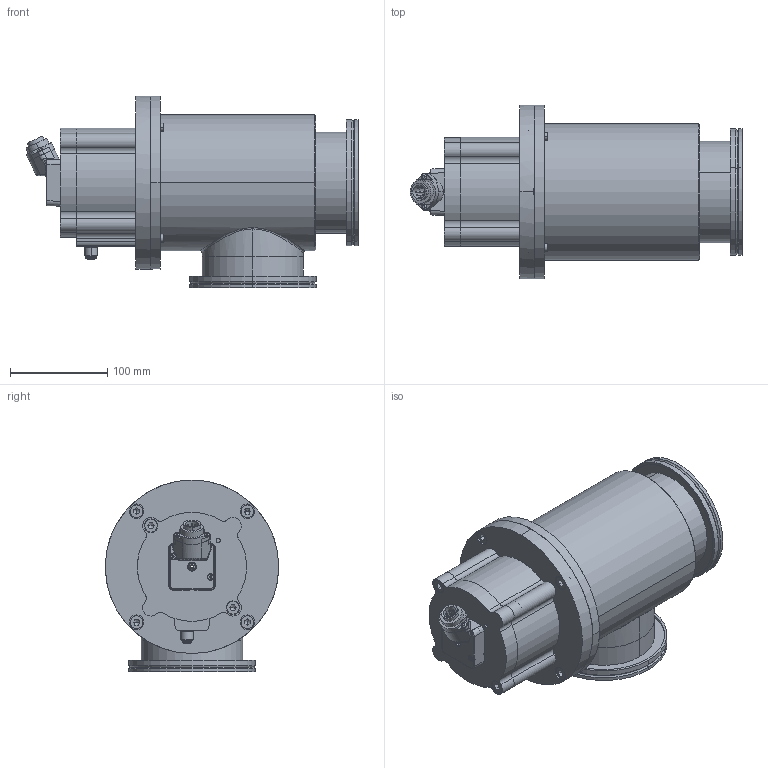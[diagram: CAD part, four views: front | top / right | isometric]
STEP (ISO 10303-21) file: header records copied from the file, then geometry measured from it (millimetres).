
FILE_DESCRIPTION (( 'STEP AP214' ), '1' );
FILE_NAME ('320VEP100.step', '2017-07-10T12:54:36', ( 'install' ), ( '' ), 'SwSTEP 2.0', 'SolidWorks 2015', '' );
FILE_SCHEMA (( 'AUTOMOTIVE_DESIGN' ));
Length unit declared in the file: millimetre
Products named in the file (1): 320VEP100
Bounding box: 340.74 x 178 x 197 mm (x, y, z)
Volume: 1155160.3 mm3; surface area: 477606.3 mm2
Topology: 37 solids, 37 shells, 1843 faces, 4492 edges, 2750 vertices
Faces by surface type: cylinder 708, plane 552, bspline 209, torus 158, cone 157, sphere 59
Entity records: 81040 total; most frequent: CARTESIAN_POINT 18795, ORIENTED_EDGE 8854, DIRECTION 8632, EDGE_CURVE 4427, AXIS2_PLACEMENT_3D 3419, VERTEX_POINT 2733, EDGE_LOOP 2018, UNCERTAINTY_MEASURE_WITH_UNIT 1882
